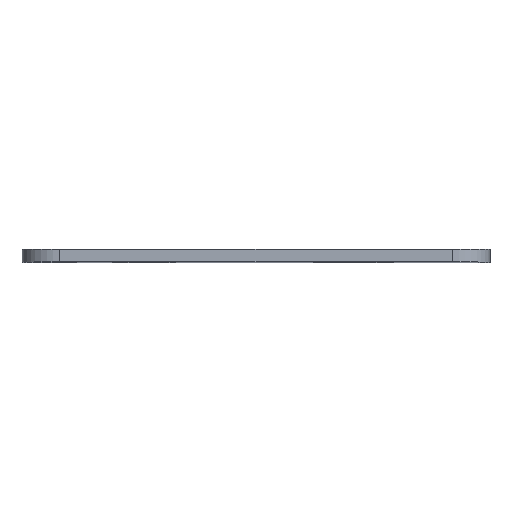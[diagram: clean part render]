
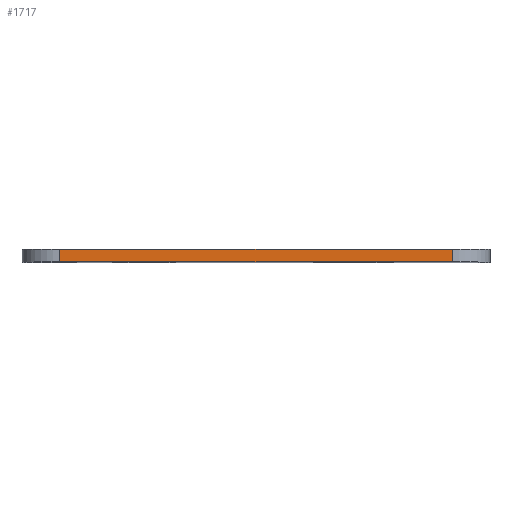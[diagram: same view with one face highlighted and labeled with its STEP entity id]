
A CAD part, top view. The second image highlights one B-rep face of the part: STEP entity #1717.
In plain terms, the highlighted planar face has unit normal (0, 0, 1).
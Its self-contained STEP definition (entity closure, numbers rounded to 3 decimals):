
#53=PLANE('',#1840);
#101=FACE_OUTER_BOUND('',#189,.T.);
#189=EDGE_LOOP('',(#1215,#1216,#1217,#1218));
#343=LINE('',#2682,#509);
#344=LINE('',#2684,#510);
#345=LINE('',#2686,#511);
#346=LINE('',#2687,#512);
#509=VECTOR('',#2118,1000.);
#510=VECTOR('',#2119,1000.);
#511=VECTOR('',#2120,1000.);
#512=VECTOR('',#2121,1000.);
#773=VERTEX_POINT('',#2680);
#774=VERTEX_POINT('',#2681);
#775=VERTEX_POINT('',#2683);
#776=VERTEX_POINT('',#2685);
#951=EDGE_CURVE('',#773,#774,#343,.T.);
#952=EDGE_CURVE('',#773,#775,#344,.T.);
#953=EDGE_CURVE('',#775,#776,#345,.T.);
#954=EDGE_CURVE('',#776,#774,#346,.T.);
#1215=ORIENTED_EDGE('',*,*,#951,.F.);
#1216=ORIENTED_EDGE('',*,*,#952,.T.);
#1217=ORIENTED_EDGE('',*,*,#953,.T.);
#1218=ORIENTED_EDGE('',*,*,#954,.T.);
#1717=ADVANCED_FACE('',(#101),#53,.T.);
#1840=AXIS2_PLACEMENT_3D('',#2679,#2116,#2117);
#2116=DIRECTION('center_axis',(0.,0.,1.));
#2117=DIRECTION('ref_axis',(1.,0.,0.));
#2118=DIRECTION('',(-1.,0.,0.));
#2119=DIRECTION('',(0.,1.,0.));
#2120=DIRECTION('',(-1.,0.,0.));
#2121=DIRECTION('',(0.,-1.,0.));
#2679=CARTESIAN_POINT('Origin',(0.,2.5,33.25));
#2680=CARTESIAN_POINT('',(39.125,0.,33.25));
#2681=CARTESIAN_POINT('',(-39.125,0.,33.25));
#2682=CARTESIAN_POINT('',(0.,0.,33.25));
#2683=CARTESIAN_POINT('',(39.125,2.5,33.25));
#2684=CARTESIAN_POINT('',(39.125,2.5,33.25));
#2685=CARTESIAN_POINT('',(-39.125,2.5,33.25));
#2686=CARTESIAN_POINT('',(0.,2.5,33.25));
#2687=CARTESIAN_POINT('',(-39.125,0.,33.25));
